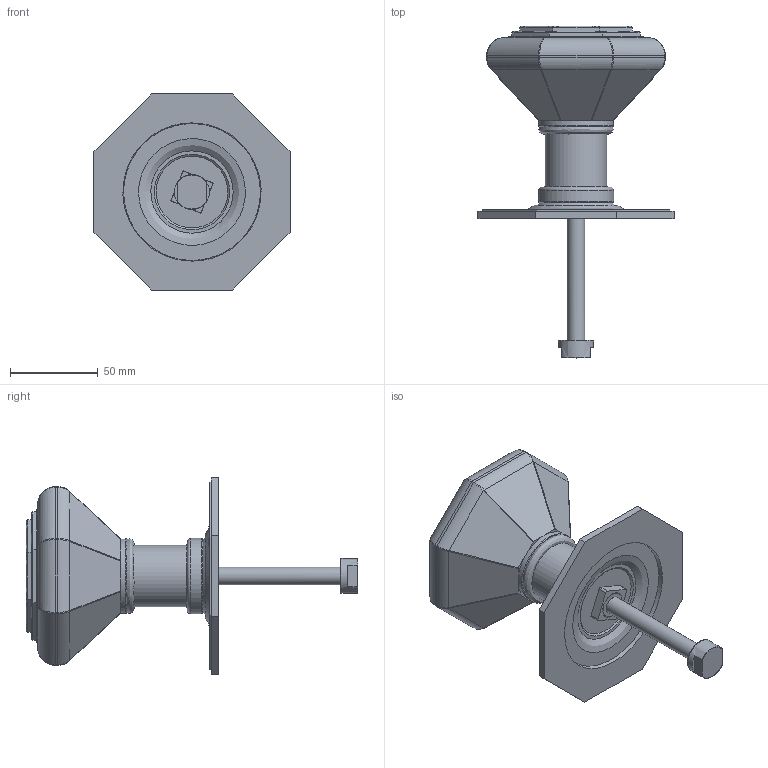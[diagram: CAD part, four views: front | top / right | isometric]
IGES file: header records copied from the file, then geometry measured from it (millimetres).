
Global section: file name: P2130-C; native system: Autodesk Inventor 2018; preprocessor: unknown; author: ashami; date: 20180911.105705; units: millimetre
Bounding box: 112 x 189.62 x 112 mm (x, y, z)
Volume: 183938.8 mm3; surface area: 84797.4 mm2
Topology: 5 solids, 6 shells, 284 faces, 656 edges, 401 vertices
Faces by surface type: bspline 284
